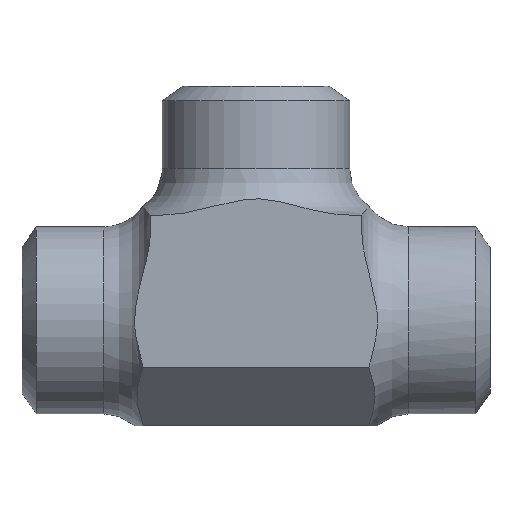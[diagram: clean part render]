
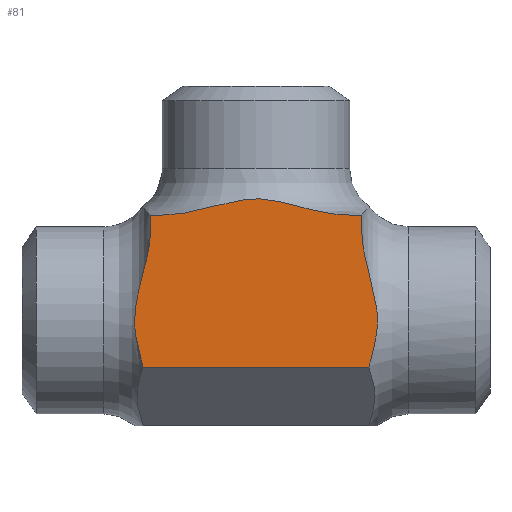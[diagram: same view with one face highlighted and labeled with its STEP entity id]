
A CAD part, left-side view. The second image highlights one B-rep face of the part: STEP entity #81.
In plain terms, the highlighted planar face has unit normal (-1, 0, 0).
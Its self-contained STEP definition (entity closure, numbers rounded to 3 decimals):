
#35=PLANE('',#543);
#54=FACE_OUTER_BOUND('',#233,.T.);
#81=ADVANCED_FACE('',(#54),#35,.F.);
#135=LINE('',#842,#157);
#136=LINE('',#855,#158);
#137=LINE('',#857,#159);
#138=LINE('',#870,#160);
#139=LINE('',#872,#161);
#157=VECTOR('',#623,1.);
#158=VECTOR('',#624,1.);
#159=VECTOR('',#625,1.);
#160=VECTOR('',#626,1.);
#161=VECTOR('',#627,1.);
#177=B_SPLINE_CURVE_WITH_KNOTS('',3,(#830,#831,#832,#833,#834,#835,#836,
#837,#838,#839),.UNSPECIFIED.,.F.,.F.,(4,2,2,2,4),(0.,0.25,0.5,0.75,1.),
 .UNSPECIFIED.);
#178=B_SPLINE_CURVE_WITH_KNOTS('',3,(#844,#845,#846,#847,#848,#849,#850,
#851,#852,#853),.UNSPECIFIED.,.F.,.F.,(4,2,2,2,4),(0.,0.25,0.5,0.75,1.),
 .UNSPECIFIED.);
#179=B_SPLINE_CURVE_WITH_KNOTS('',3,(#859,#860,#861,#862,#863,#864,#865,
#866,#867,#868),.UNSPECIFIED.,.F.,.F.,(4,2,2,2,4),(0.,0.25,0.5,0.75,1.),
 .UNSPECIFIED.);
#233=EDGE_LOOP('',(#297,#298,#299,#300,#301,#302,#303,#304));
#297=ORIENTED_EDGE('',*,*,#461,.F.);
#298=ORIENTED_EDGE('',*,*,#462,.T.);
#299=ORIENTED_EDGE('',*,*,#463,.F.);
#300=ORIENTED_EDGE('',*,*,#464,.F.);
#301=ORIENTED_EDGE('',*,*,#465,.F.);
#302=ORIENTED_EDGE('',*,*,#466,.F.);
#303=ORIENTED_EDGE('',*,*,#467,.F.);
#304=ORIENTED_EDGE('',*,*,#468,.F.);
#415=VERTEX_POINT('',#840);
#416=VERTEX_POINT('',#841);
#417=VERTEX_POINT('',#843);
#418=VERTEX_POINT('',#854);
#419=VERTEX_POINT('',#856);
#420=VERTEX_POINT('',#858);
#421=VERTEX_POINT('',#869);
#422=VERTEX_POINT('',#871);
#461=EDGE_CURVE('',#415,#416,#177,.T.);
#462=EDGE_CURVE('',#415,#417,#135,.T.);
#463=EDGE_CURVE('',#418,#417,#178,.T.);
#464=EDGE_CURVE('',#419,#418,#136,.T.);
#465=EDGE_CURVE('',#420,#419,#137,.T.);
#466=EDGE_CURVE('',#421,#420,#179,.T.);
#467=EDGE_CURVE('',#422,#421,#138,.T.);
#468=EDGE_CURVE('',#416,#422,#139,.T.);
#543=AXIS2_PLACEMENT_3D('',#873,#628,#629);
#623=DIRECTION('',(0.,-1.,0.));
#624=DIRECTION('',(0.,0.,-1.));
#625=DIRECTION('',(0.,-1.,0.));
#626=DIRECTION('',(0.,-1.,0.));
#627=DIRECTION('',(0.,0.,1.));
#628=DIRECTION('',(1.,0.,0.));
#629=DIRECTION('',(0.,0.,-1.));
#830=CARTESIAN_POINT('',(-18.,19.293,-8.));
#831=CARTESIAN_POINT('',(-18.,19.81,-6.047));
#832=CARTESIAN_POINT('',(-18.,20.383,-4.105));
#833=CARTESIAN_POINT('',(-18.,20.9,-0.104));
#834=CARTESIAN_POINT('',(-18.,20.741,1.983));
#835=CARTESIAN_POINT('',(-18.,19.888,5.967));
#836=CARTESIAN_POINT('',(-18.,19.279,7.924));
#837=CARTESIAN_POINT('',(-18.,18.343,11.888));
#838=CARTESIAN_POINT('',(-18.,18.,13.89));
#839=CARTESIAN_POINT('',(-18.,18.,15.946));
#840=CARTESIAN_POINT('',(-18.,19.293,-8.));
#841=CARTESIAN_POINT('',(-18.,18.,15.946));
#842=CARTESIAN_POINT('',(-18.,0.,-8.));
#843=CARTESIAN_POINT('',(-18.,-19.293,-8.));
#844=CARTESIAN_POINT('',(-18.,-18.,15.946));
#845=CARTESIAN_POINT('',(-18.,-18.,13.911));
#846=CARTESIAN_POINT('',(-18.,-18.337,11.923));
#847=CARTESIAN_POINT('',(-18.,-19.262,7.984));
#848=CARTESIAN_POINT('',(-18.,-19.866,6.039));
#849=CARTESIAN_POINT('',(-18.,-20.725,2.085));
#850=CARTESIAN_POINT('',(-18.,-20.906,0.02));
#851=CARTESIAN_POINT('',(-18.,-20.4,-4.051));
#852=CARTESIAN_POINT('',(-18.,-19.817,-6.019));
#853=CARTESIAN_POINT('',(-18.,-19.293,-8.));
#854=CARTESIAN_POINT('',(-18.,-18.,15.946));
#855=CARTESIAN_POINT('',(-18.,-18.,0.));
#856=CARTESIAN_POINT('',(-18.,-18.,18.));
#857=CARTESIAN_POINT('',(-18.,0.,18.));
#858=CARTESIAN_POINT('',(-18.,-15.946,18.));
#859=CARTESIAN_POINT('',(-18.,15.946,18.));
#860=CARTESIAN_POINT('',(-18.,13.241,18.));
#861=CARTESIAN_POINT('',(-18.,10.62,18.599));
#862=CARTESIAN_POINT('',(-18.,5.409,19.978));
#863=CARTESIAN_POINT('',(-18.,2.822,20.765));
#864=CARTESIAN_POINT('',(-18.,-2.637,20.797));
#865=CARTESIAN_POINT('',(-18.,-5.292,20.011));
#866=CARTESIAN_POINT('',(-18.,-10.556,18.614));
#867=CARTESIAN_POINT('',(-18.,-13.202,18.));
#868=CARTESIAN_POINT('',(-18.,-15.946,18.));
#869=CARTESIAN_POINT('',(-18.,15.946,18.));
#870=CARTESIAN_POINT('',(-18.,0.,18.));
#871=CARTESIAN_POINT('',(-18.,18.,18.));
#872=CARTESIAN_POINT('',(-18.,18.,0.));
#873=CARTESIAN_POINT('',(-18.,0.,0.));
